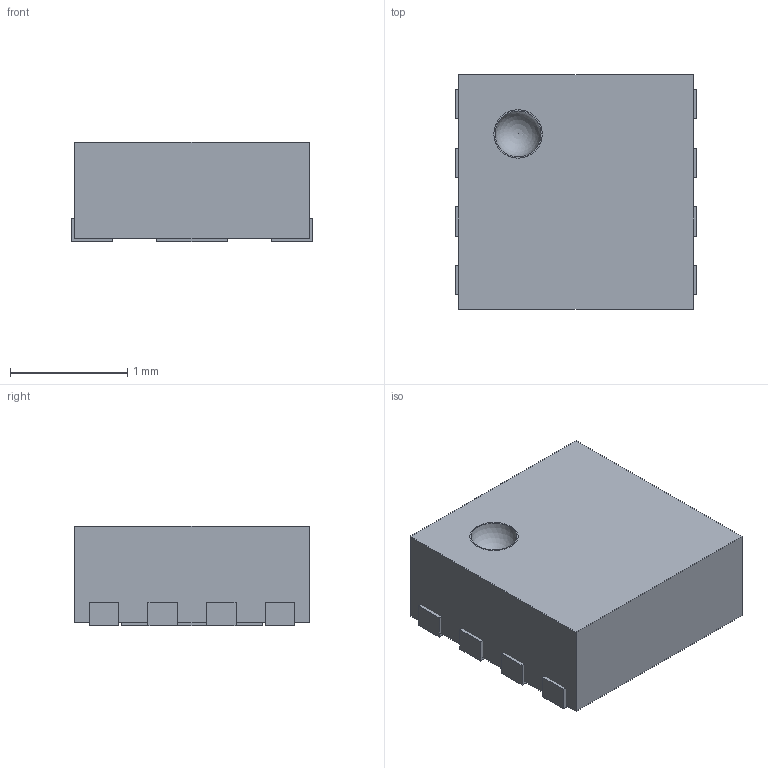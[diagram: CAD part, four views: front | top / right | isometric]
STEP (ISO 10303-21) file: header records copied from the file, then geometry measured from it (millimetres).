
FILE_DESCRIPTION( ( '' ), ' ' );
FILE_NAME( '5943f31c4eb8021070a51066.step', '2017-06-16T15:02:53', ( '' ), ( '' ), ' ', ' ', ' ' );
FILE_SCHEMA( ( 'AUTOMOTIVE_DESIGN { 1 0 10303 214 1 1 1 1 }' ) );
Length unit declared in the file: metre
Products named in the file (11): Open CASCADE STEP translator 6.8 22; Open CASCADE STEP translator 6.8 21; Open CASCADE STEP translator 6.8 20; Open CASCADE STEP translator 6.8 19; Open CASCADE STEP translator 6.8 18; Open CASCADE STEP translator 6.8 17; Open CASCADE STEP translator 6.8 16; Open CASCADE STEP translator 6.8 15; Open CASCADE STEP translator 6.8 14; Open CASCADE STEP translator 6.8 13; Open CASCADE STEP translator 6.8 12
Bounding box: 2.05 x 2 x 0.85 mm (x, y, z)
Volume: 3.6 mm3; surface area: 20.8 mm2
Topology: 11 solids, 11 shells, 64 faces, 129 edges, 86 vertices
Faces by surface type: plane 61, sphere 3
Entity records: 2849 total; most frequent: CARTESIAN_POINT 284, DIRECTION 276, ORIENTED_EDGE 246, STYLED_ITEM 187, PRESENTATION_STYLE_ASSIGNMENT 187, COLOUR_RGB 187, EDGE_CURVE 123, CURVE_STYLE 123
